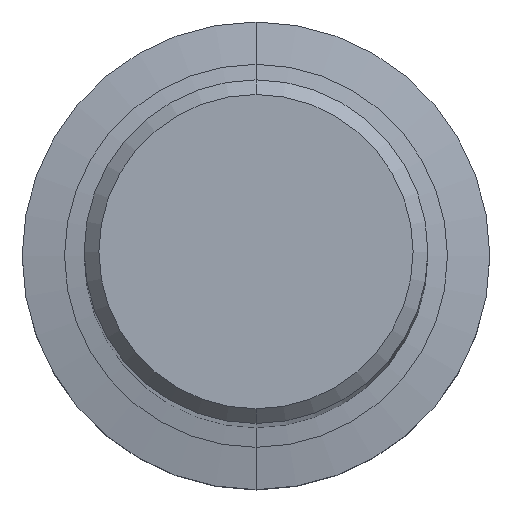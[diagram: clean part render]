
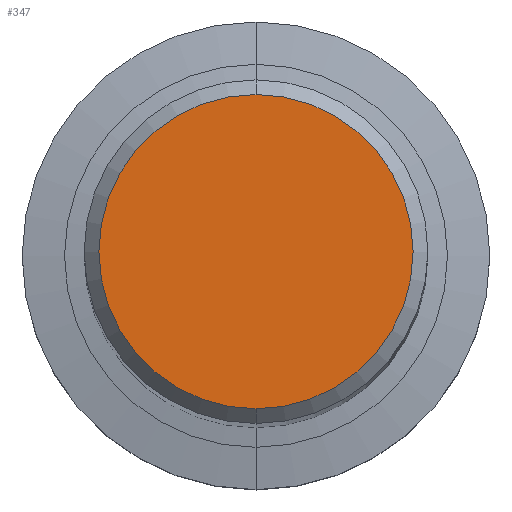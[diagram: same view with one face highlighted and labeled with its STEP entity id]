
A CAD part, top view. The second image highlights one B-rep face of the part: STEP entity #347.
In plain terms, the highlighted planar face has unit normal (0, 0, 1).
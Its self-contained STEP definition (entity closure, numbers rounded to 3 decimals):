
#347=ADVANCED_FACE('',(#719),#720,.T.);
#365=EDGE_CURVE('',#389,#467,#738,.T.);
#389=VERTEX_POINT('',#768);
#467=VERTEX_POINT('',#853);
#485=EDGE_CURVE('',#467,#389,#873,.T.);
#719=FACE_OUTER_BOUND('',#1296,.T.);
#720=PLANE('',#1297);
#738=CIRCLE('',#1379,6.4);
#768=CARTESIAN_POINT('',(0.0,6.4,0.0));
#853=CARTESIAN_POINT('',(0.,-6.4,0.0));
#873=CIRCLE('',#1607,6.4);
#1296=EDGE_LOOP('',(#1913,#1914));
#1297=AXIS2_PLACEMENT_3D('',#1915,#1916,#1917);
#1379=AXIS2_PLACEMENT_3D('',#1924,#1925,#1926);
#1607=AXIS2_PLACEMENT_3D('',#2077,#2078,#2079);
#1913=ORIENTED_EDGE('',*,*,#365,.F.);
#1914=ORIENTED_EDGE('',*,*,#485,.F.);
#1915=CARTESIAN_POINT('',(0.0,3.2,0.0));
#1916=DIRECTION('',(-0.0,0.0,1.0));
#1917=DIRECTION('',(0.0,-1.0,0.0));
#1924=CARTESIAN_POINT('',(0.0,0.0,0.0));
#1925=DIRECTION('',(0.0,0.0,-1.0));
#1926=DIRECTION('',(0.0,1.0,0.0));
#2077=CARTESIAN_POINT('',(0.0,0.0,0.0));
#2078=DIRECTION('',(0.0,0.0,-1.0));
#2079=DIRECTION('',(0.0,1.0,0.0));
